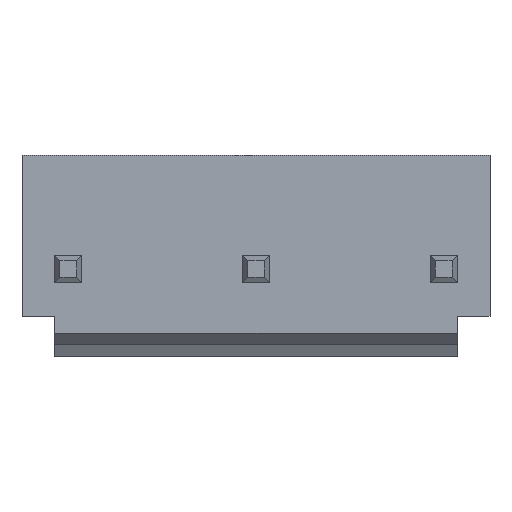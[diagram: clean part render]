
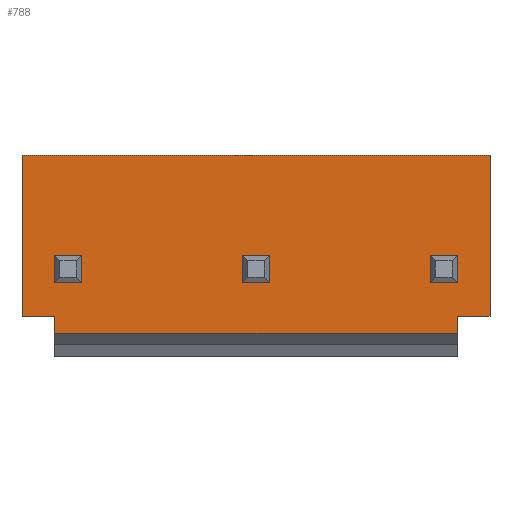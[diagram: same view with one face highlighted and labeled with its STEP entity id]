
A CAD part, front view. The second image highlights one B-rep face of the part: STEP entity #788.
In plain terms, the highlighted planar face has unit normal (0, -1, 0).
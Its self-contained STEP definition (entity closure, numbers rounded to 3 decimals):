
#38=FACE_BOUND('',#97,.T.);
#39=FACE_BOUND('',#98,.T.);
#40=FACE_BOUND('',#99,.T.);
#50=FACE_OUTER_BOUND('',#96,.T.);
#96=EDGE_LOOP('',(#572,#573,#574,#575,#576,#577,#578,#579));
#97=EDGE_LOOP('',(#580,#581,#582,#583));
#98=EDGE_LOOP('',(#584,#585,#586,#587));
#99=EDGE_LOOP('',(#588,#589,#590,#591));
#172=LINE('',#1188,#279);
#175=LINE('',#1194,#282);
#176=LINE('',#1196,#283);
#177=LINE('',#1198,#284);
#178=LINE('',#1199,#285);
#179=LINE('',#1201,#286);
#180=LINE('',#1203,#287);
#181=LINE('',#1204,#288);
#182=LINE('',#1207,#289);
#183=LINE('',#1209,#290);
#184=LINE('',#1211,#291);
#185=LINE('',#1212,#292);
#186=LINE('',#1215,#293);
#187=LINE('',#1217,#294);
#188=LINE('',#1219,#295);
#189=LINE('',#1220,#296);
#190=LINE('',#1223,#297);
#191=LINE('',#1225,#298);
#192=LINE('',#1227,#299);
#193=LINE('',#1228,#300);
#279=VECTOR('',#958,1000.);
#282=VECTOR('',#963,1000.);
#283=VECTOR('',#964,1000.);
#284=VECTOR('',#965,1000.);
#285=VECTOR('',#966,1000.);
#286=VECTOR('',#967,1000.);
#287=VECTOR('',#968,1000.);
#288=VECTOR('',#969,1000.);
#289=VECTOR('',#970,1000.);
#290=VECTOR('',#971,1000.);
#291=VECTOR('',#972,1000.);
#292=VECTOR('',#973,1000.);
#293=VECTOR('',#974,1000.);
#294=VECTOR('',#975,1000.);
#295=VECTOR('',#976,1000.);
#296=VECTOR('',#977,1000.);
#297=VECTOR('',#978,1000.);
#298=VECTOR('',#979,1000.);
#299=VECTOR('',#980,1000.);
#300=VECTOR('',#981,1000.);
#379=VERTEX_POINT('',#1186);
#380=VERTEX_POINT('',#1187);
#381=VERTEX_POINT('',#1192);
#382=VERTEX_POINT('',#1193);
#383=VERTEX_POINT('',#1195);
#384=VERTEX_POINT('',#1197);
#385=VERTEX_POINT('',#1200);
#386=VERTEX_POINT('',#1202);
#387=VERTEX_POINT('',#1205);
#388=VERTEX_POINT('',#1206);
#389=VERTEX_POINT('',#1208);
#390=VERTEX_POINT('',#1210);
#391=VERTEX_POINT('',#1213);
#392=VERTEX_POINT('',#1214);
#393=VERTEX_POINT('',#1216);
#394=VERTEX_POINT('',#1218);
#395=VERTEX_POINT('',#1221);
#396=VERTEX_POINT('',#1222);
#397=VERTEX_POINT('',#1224);
#398=VERTEX_POINT('',#1226);
#454=EDGE_CURVE('',#379,#380,#172,.T.);
#457=EDGE_CURVE('',#381,#382,#175,.T.);
#458=EDGE_CURVE('',#383,#381,#176,.T.);
#459=EDGE_CURVE('',#384,#383,#177,.T.);
#460=EDGE_CURVE('',#384,#380,#178,.T.);
#461=EDGE_CURVE('',#385,#379,#179,.T.);
#462=EDGE_CURVE('',#385,#386,#180,.T.);
#463=EDGE_CURVE('',#386,#382,#181,.T.);
#464=EDGE_CURVE('',#387,#388,#182,.T.);
#465=EDGE_CURVE('',#388,#389,#183,.T.);
#466=EDGE_CURVE('',#389,#390,#184,.T.);
#467=EDGE_CURVE('',#390,#387,#185,.T.);
#468=EDGE_CURVE('',#391,#392,#186,.T.);
#469=EDGE_CURVE('',#392,#393,#187,.T.);
#470=EDGE_CURVE('',#393,#394,#188,.T.);
#471=EDGE_CURVE('',#394,#391,#189,.T.);
#472=EDGE_CURVE('',#395,#396,#190,.T.);
#473=EDGE_CURVE('',#397,#395,#191,.T.);
#474=EDGE_CURVE('',#398,#397,#192,.T.);
#475=EDGE_CURVE('',#396,#398,#193,.T.);
#572=ORIENTED_EDGE('',*,*,#457,.F.);
#573=ORIENTED_EDGE('',*,*,#458,.F.);
#574=ORIENTED_EDGE('',*,*,#459,.F.);
#575=ORIENTED_EDGE('',*,*,#460,.T.);
#576=ORIENTED_EDGE('',*,*,#454,.F.);
#577=ORIENTED_EDGE('',*,*,#461,.F.);
#578=ORIENTED_EDGE('',*,*,#462,.T.);
#579=ORIENTED_EDGE('',*,*,#463,.T.);
#580=ORIENTED_EDGE('',*,*,#464,.T.);
#581=ORIENTED_EDGE('',*,*,#465,.T.);
#582=ORIENTED_EDGE('',*,*,#466,.T.);
#583=ORIENTED_EDGE('',*,*,#467,.T.);
#584=ORIENTED_EDGE('',*,*,#468,.T.);
#585=ORIENTED_EDGE('',*,*,#469,.T.);
#586=ORIENTED_EDGE('',*,*,#470,.T.);
#587=ORIENTED_EDGE('',*,*,#471,.T.);
#588=ORIENTED_EDGE('',*,*,#472,.F.);
#589=ORIENTED_EDGE('',*,*,#473,.F.);
#590=ORIENTED_EDGE('',*,*,#474,.F.);
#591=ORIENTED_EDGE('',*,*,#475,.F.);
#745=PLANE('',#858);
#788=ADVANCED_FACE('',(#50,#38,#39,#40),#745,.T.);
#858=AXIS2_PLACEMENT_3D('',#1191,#961,#962);
#958=DIRECTION('',(-1.,0.,0.));
#961=DIRECTION('center_axis',(0.,-1.,0.));
#962=DIRECTION('ref_axis',(0.,0.,-1.));
#963=DIRECTION('',(1.,0.,0.));
#964=DIRECTION('',(0.,0.,1.));
#965=DIRECTION('',(-1.,0.,0.));
#966=DIRECTION('',(0.,0.,-1.));
#967=DIRECTION('',(0.,0.,-1.));
#968=DIRECTION('',(1.,0.,0.));
#969=DIRECTION('',(0.,0.,1.));
#970=DIRECTION('',(0.,0.,1.));
#971=DIRECTION('',(1.,0.,0.));
#972=DIRECTION('',(0.,0.,-1.));
#973=DIRECTION('',(-1.,0.,0.));
#974=DIRECTION('',(0.,0.,1.));
#975=DIRECTION('',(1.,0.,0.));
#976=DIRECTION('',(0.,0.,-1.));
#977=DIRECTION('',(-1.,0.,0.));
#978=DIRECTION('',(0.,0.,1.));
#979=DIRECTION('',(1.,0.,0.));
#980=DIRECTION('',(0.,0.,-1.));
#981=DIRECTION('',(-1.,0.,0.));
#1186=CARTESIAN_POINT('',(16.41,0.,-2.7));
#1187=CARTESIAN_POINT('',(-0.57,0.,-2.7));
#1188=CARTESIAN_POINT('',(16.41,0.,-2.7));
#1191=CARTESIAN_POINT('Origin',(0.,0.,0.));
#1192=CARTESIAN_POINT('',(-1.95,0.,4.8));
#1193=CARTESIAN_POINT('',(17.79,0.,4.8));
#1194=CARTESIAN_POINT('',(-1.95,0.,4.8));
#1195=CARTESIAN_POINT('',(-1.95,0.,-2.));
#1196=CARTESIAN_POINT('',(-1.95,0.,4.8));
#1197=CARTESIAN_POINT('',(-0.57,0.,-2.));
#1198=CARTESIAN_POINT('',(-1.95,0.,-2.));
#1199=CARTESIAN_POINT('',(-0.57,0.,-2.7));
#1200=CARTESIAN_POINT('',(16.41,0.,-2.));
#1201=CARTESIAN_POINT('',(16.41,0.,-2.7));
#1202=CARTESIAN_POINT('',(17.79,0.,-2.));
#1203=CARTESIAN_POINT('',(17.79,0.,-2.));
#1204=CARTESIAN_POINT('',(17.79,0.,4.8));
#1205=CARTESIAN_POINT('',(-0.57,0.,-0.57));
#1206=CARTESIAN_POINT('',(-0.57,0.,0.57));
#1207=CARTESIAN_POINT('',(-0.57,0.,-0.57));
#1208=CARTESIAN_POINT('',(0.57,0.,0.57));
#1209=CARTESIAN_POINT('',(-0.57,0.,0.57));
#1210=CARTESIAN_POINT('',(0.57,0.,-0.57));
#1211=CARTESIAN_POINT('',(0.57,0.,-0.57));
#1212=CARTESIAN_POINT('',(-0.57,0.,-0.57));
#1213=CARTESIAN_POINT('',(7.35,0.,-0.57));
#1214=CARTESIAN_POINT('',(7.35,0.,0.57));
#1215=CARTESIAN_POINT('',(7.35,0.,-0.57));
#1216=CARTESIAN_POINT('',(8.49,0.,0.57));
#1217=CARTESIAN_POINT('',(7.35,0.,0.57));
#1218=CARTESIAN_POINT('',(8.49,0.,-0.57));
#1219=CARTESIAN_POINT('',(8.49,0.,-0.57));
#1220=CARTESIAN_POINT('',(7.35,0.,-0.57));
#1221=CARTESIAN_POINT('',(16.41,0.,-0.57));
#1222=CARTESIAN_POINT('',(16.41,0.,0.57));
#1223=CARTESIAN_POINT('',(16.41,0.,-0.57));
#1224=CARTESIAN_POINT('',(15.27,0.,-0.57));
#1225=CARTESIAN_POINT('',(16.41,0.,-0.57));
#1226=CARTESIAN_POINT('',(15.27,0.,0.57));
#1227=CARTESIAN_POINT('',(15.27,0.,-0.57));
#1228=CARTESIAN_POINT('',(16.41,0.,0.57));
